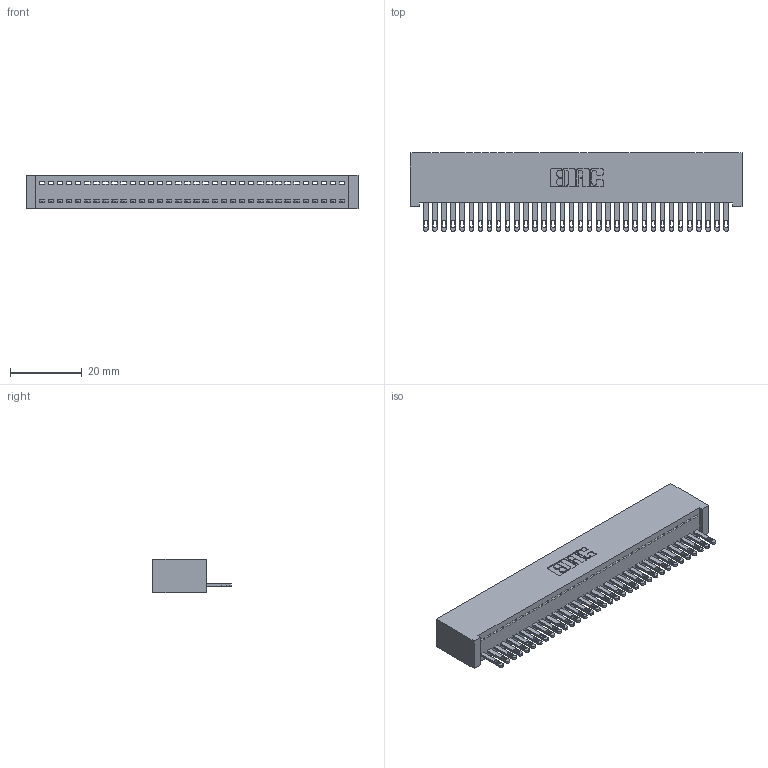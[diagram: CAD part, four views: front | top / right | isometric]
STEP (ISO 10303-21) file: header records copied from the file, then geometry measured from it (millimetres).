
FILE_DESCRIPTION (( 'STEP AP203' ), '1' );
FILE_NAME ('892-034-500-101.STEP', '2020-09-21T15:34:04', ( '' ), ( '' ), 'SwSTEP 2.0', 'SolidWorks 2020', '' );
FILE_SCHEMA (( 'CONFIG_CONTROL_DESIGN' ));
Length unit declared in the file: inch
Products named in the file (3): 892-034-500-101; 345-292-001_345-293-100; 842 Part_Lugless
Assembly tree (35 placements, depth 2):
  892-034-500-101
    842 Part_Lugless
    345-292-001_345-293-100  x34
Bounding box: 92.61 x 21.85 x 9.4 mm (x, y, z)
Volume: 8520.5 mm3; surface area: 12752.8 mm2
Topology: 35 solids, 35 shells, 1938 faces, 5987 edges, 3990 vertices
Faces by surface type: plane 1286, cylinder 652
Entity records: 21341 total; most frequent: CARTESIAN_POINT 3688, ORIENTED_EDGE 3658, DIRECTION 3121, EDGE_CURVE 1829, LINE 1705, VECTOR 1705, VERTEX_POINT 1218, AXIS2_PLACEMENT_3D 708
